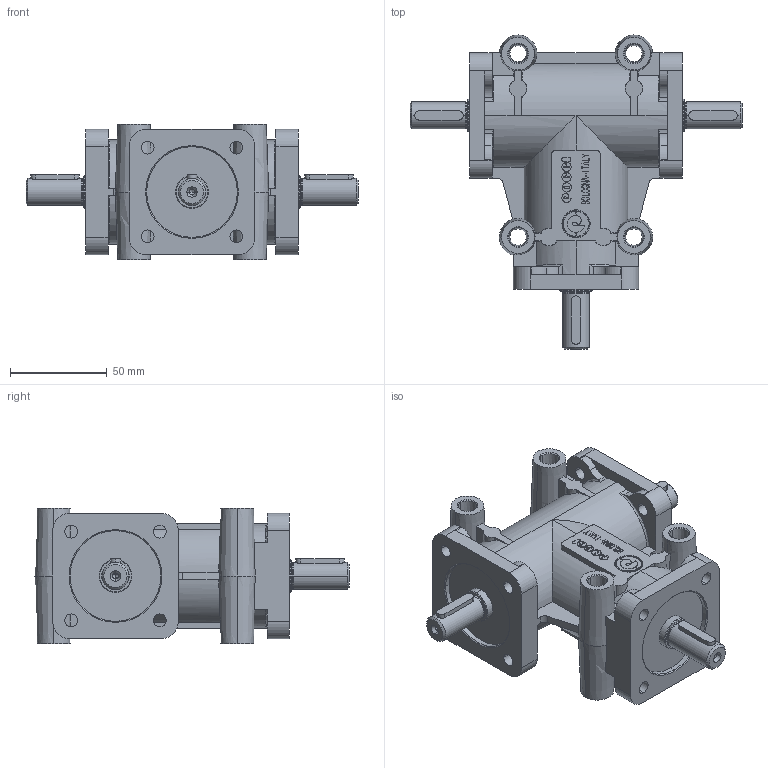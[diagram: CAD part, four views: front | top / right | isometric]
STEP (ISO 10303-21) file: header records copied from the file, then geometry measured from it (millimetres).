
FILE_DESCRIPTION(('STEP AP214'),'1');
FILE_NAME('182008121.stp','2017-10-10T10:46:44',('TraceParts'),('TraceParts S.A.'),'Spatial InterOp 3D',' ',' ');
FILE_SCHEMA(('automotive_design'));
Length unit declared in the file: millimetre
Products named in the file (1): 182008121
Bounding box: 172 x 162.72 x 70 mm (x, y, z)
Volume: 526087.6 mm3; surface area: 78857.7 mm2
Topology: 1 solids, 1 shells, 982 faces, 2708 edges, 1781 vertices
Faces by surface type: plane 574, cylinder 272, cone 112, torus 24
Entity records: 40494 total; most frequent: CARTESIAN_POINT 7086, ORIENTED_EDGE 5404, DIRECTION 5294, EDGE_CURVE 2702, LINE 1784, VECTOR 1784, VERTEX_POINT 1781, AXIS2_PLACEMENT_3D 1755
